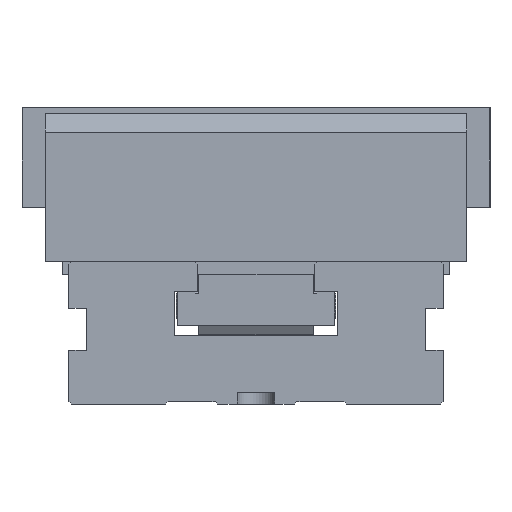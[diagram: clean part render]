
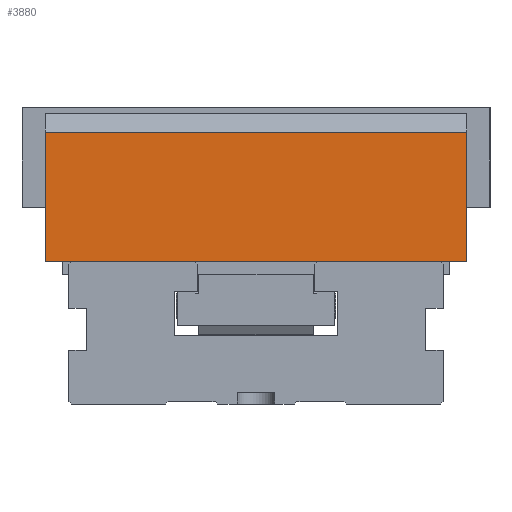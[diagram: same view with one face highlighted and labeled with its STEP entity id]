
A CAD part, left-side view. The second image highlights one B-rep face of the part: STEP entity #3880.
In plain terms, the highlighted planar face has unit normal (-1, 0, 0).
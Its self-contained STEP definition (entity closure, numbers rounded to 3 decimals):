
#3880=ADVANCED_FACE('',(#4505),#4242,.T.);
#4242=PLANE('',#10201);
#4505=FACE_OUTER_BOUND('',#4871,.T.);
#4871=EDGE_LOOP('',(#5899,#5900,#5901,#5902));
#5899=ORIENTED_EDGE('',*,*,#8098,.F.);
#5900=ORIENTED_EDGE('',*,*,#8099,.T.);
#5901=ORIENTED_EDGE('',*,*,#8100,.T.);
#5902=ORIENTED_EDGE('',*,*,#8093,.T.);
#7339=VERTEX_POINT('',#13268);
#7340=VERTEX_POINT('',#13270);
#7344=VERTEX_POINT('',#13280);
#7345=VERTEX_POINT('',#13282);
#8093=EDGE_CURVE('',#7340,#7339,#8943,.T.);
#8098=EDGE_CURVE('',#7344,#7339,#8947,.T.);
#8099=EDGE_CURVE('',#7344,#7345,#8948,.T.);
#8100=EDGE_CURVE('',#7345,#7340,#8949,.T.);
#8943=LINE('',#13269,#9598);
#8947=LINE('',#13279,#9602);
#8948=LINE('',#13281,#9603);
#8949=LINE('',#13283,#9604);
#9598=VECTOR('',#11304,1.);
#9602=VECTOR('',#11312,1.);
#9603=VECTOR('',#11313,1.);
#9604=VECTOR('',#11314,1.);
#10201=AXIS2_PLACEMENT_3D('',#13284,#11315,#11316);
#11304=DIRECTION('',(0.,-1.,0.));
#11312=DIRECTION('',(0.,0.,-1.));
#11313=DIRECTION('',(0.,1.,0.));
#11314=DIRECTION('',(0.,0.,-1.));
#11315=DIRECTION('',(-1.,0.,0.));
#11316=DIRECTION('',(0.,0.,1.));
#13268=CARTESIAN_POINT('',(106.277,130.787,-42.273));
#13269=CARTESIAN_POINT('',(106.277,220.787,-42.273));
#13270=CARTESIAN_POINT('',(106.277,310.787,-42.273));
#13279=CARTESIAN_POINT('',(106.277,130.787,21.027));
#13280=CARTESIAN_POINT('',(106.277,130.787,13.027));
#13281=CARTESIAN_POINT('',(106.277,220.787,13.027));
#13282=CARTESIAN_POINT('',(106.277,310.787,13.027));
#13283=CARTESIAN_POINT('',(106.277,310.787,21.027));
#13284=CARTESIAN_POINT('',(106.277,220.787,21.027));
